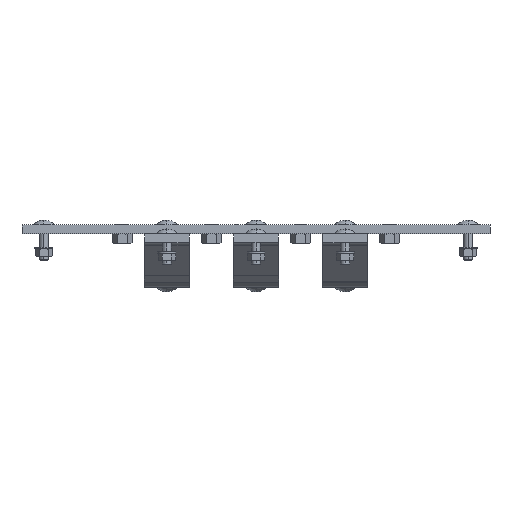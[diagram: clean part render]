
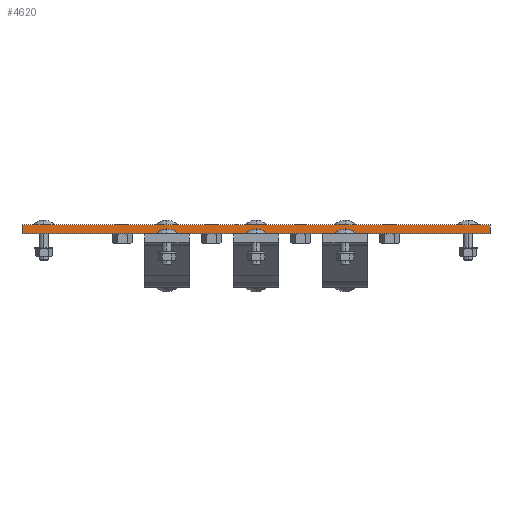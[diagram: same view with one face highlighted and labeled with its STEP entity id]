
A CAD part, front view. The second image highlights one B-rep face of the part: STEP entity #4620.
In plain terms, the highlighted planar face has unit normal (0, -1, 0).
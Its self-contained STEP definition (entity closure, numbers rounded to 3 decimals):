
#4620=ADVANCED_FACE('',(#8843),#8844,.F.);
#8843=FACE_OUTER_BOUND('',#12868,.T.);
#8844=PLANE('',#12869);
#12868=EDGE_LOOP('',(#23392,#23393,#23394,#23395));
#12869=AXIS2_PLACEMENT_3D('',#23396,#23397,#23398);
#23392=ORIENTED_EDGE('',*,*,#27541,.T.);
#23393=ORIENTED_EDGE('',*,*,#27583,.T.);
#23394=ORIENTED_EDGE('',*,*,#27563,.F.);
#23395=ORIENTED_EDGE('',*,*,#27584,.T.);
#23396=CARTESIAN_POINT('',(548.5,658.0,65.308));
#23397=DIRECTION('',(0.,1.0,0.));
#23398=DIRECTION('',(1.0,0.0,0.));
#27541=EDGE_CURVE('',#33255,#33256,#33257,.T.);
#27563=EDGE_CURVE('',#33297,#33299,#33300,.T.);
#27583=EDGE_CURVE('',#33256,#33299,#33337,.T.);
#27584=EDGE_CURVE('',#33297,#33255,#33338,.T.);
#33255=VERTEX_POINT('',#47357);
#33256=VERTEX_POINT('',#47358);
#33257=LINE('',#47359,#47360);
#33297=VERTEX_POINT('',#47419);
#33299=VERTEX_POINT('',#47422);
#33300=LINE('',#47423,#47424);
#33337=LINE('',#47479,#47480);
#33338=LINE('',#47481,#47482);
#47357=CARTESIAN_POINT('',(0.,658.0,65.308));
#47358=CARTESIAN_POINT('',(525.0,658.0,65.308));
#47359=CARTESIAN_POINT('',(-23.5,658.0,65.308));
#47360=VECTOR('',#51300,1000.0);
#47419=CARTESIAN_POINT('',(0.,658.0,75.308));
#47422=CARTESIAN_POINT('',(525.0,658.0,75.308));
#47423=CARTESIAN_POINT('',(-23.5,658.0,75.308));
#47424=VECTOR('',#51321,1000.0);
#47479=CARTESIAN_POINT('',(525.0,658.0,65.308));
#47480=VECTOR('',#51340,1000.0);
#47481=CARTESIAN_POINT('',(0.,658.0,65.308));
#47482=VECTOR('',#51341,1000.0);
#51300=DIRECTION('',(1.0,0.,0.));
#51321=DIRECTION('',(1.0,0.,0.));
#51340=DIRECTION('',(0.,0.,1.0));
#51341=DIRECTION('',(0.,0.,-1.0));
